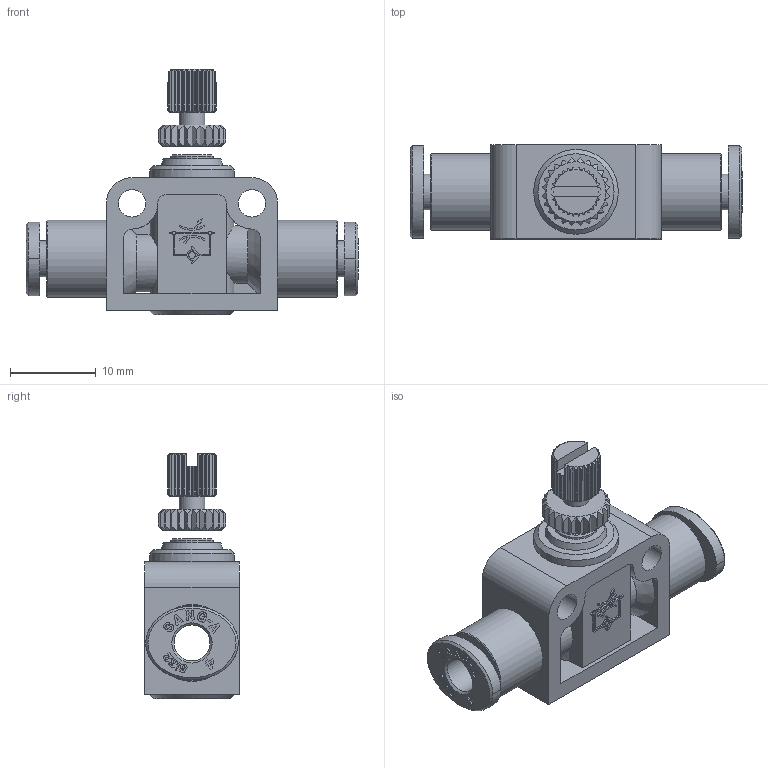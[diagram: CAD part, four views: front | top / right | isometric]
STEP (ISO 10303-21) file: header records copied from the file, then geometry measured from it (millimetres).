
FILE_DESCRIPTION (( 'STEP AP214' ), '1' );
FILE_NAME ('NSF04.STEP', '2016-05-12T11:39:23', ( '' ), ( '' ), 'SwSTEP 2.0', 'SolidWorks 2016', '' );
FILE_SCHEMA (( 'AUTOMOTIVE_DESIGN' ));
Length unit declared in the file: millimetre
Products named in the file (1): NSF04
Bounding box: 38.8 x 11 x 28.65 mm (x, y, z)
Surface area: 3298.6 mm2 (no closed solid volume)
Topology: 0 solids, 4 shells, 943 faces, 3087 edges, 2043 vertices
Faces by surface type: plane 647, cylinder 144, cone 112, bspline 40
Full cylindrical faces by diameter (mm): 0.8 x1, 3 x1, 3.2 x2, 4.2 x2, 5 x1, 9 x2, 9.9 x1
Entity records: 45446 total; most frequent: CARTESIAN_POINT 9337, ORIENTED_EDGE 5418, DIRECTION 4785, EDGE_CURVE 3062, LINE 2285, VECTOR 2285, VERTEX_POINT 2038, AXIS2_PLACEMENT_3D 1250
